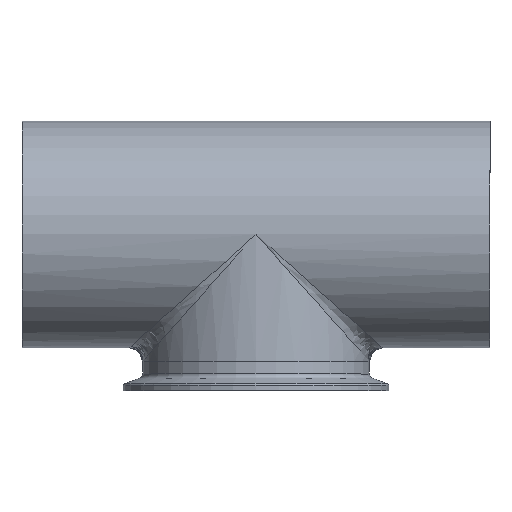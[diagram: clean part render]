
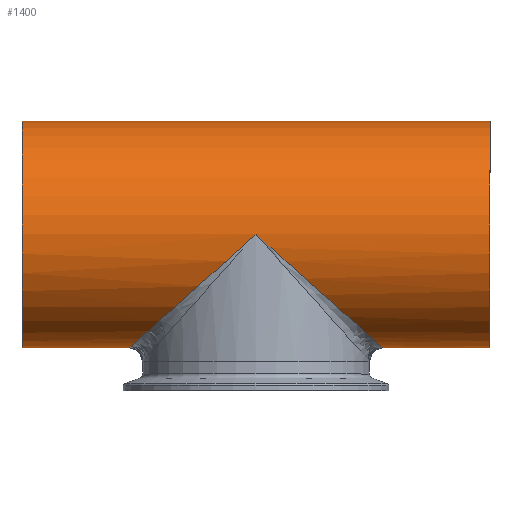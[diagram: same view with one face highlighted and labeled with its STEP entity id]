
A CAD part, top view. The second image highlights one B-rep face of the part: STEP entity #1400.
In plain terms, the highlighted cylindrical face has radius 50.8 mm (diameter 101.6 mm), a full revolution.
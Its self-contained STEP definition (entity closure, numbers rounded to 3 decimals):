
#1154=CARTESIAN_POINT('',(104.8,0.0,50.8));
#1155=VERTEX_POINT('',#1154);
#1163=CARTESIAN_POINT('',(104.8,0.0,-50.8));
#1164=VERTEX_POINT('',#1163);
#1165=CARTESIAN_POINT('',(104.8,0.0,0.0));
#1166=DIRECTION('',(-0.667,0.745,0.0));
#1167=DIRECTION('',(0.745,0.667,0.0));
#1168=AXIS2_PLACEMENT_3D('',#1165,#1166,#1167);
#1169=ELLIPSE('',#1168,76.203,50.8);
#1170=EDGE_CURVE('',#1155,#1164,#1169,.T.);
#1264=CARTESIAN_POINT('',(104.8,0.0,0.0));
#1265=DIRECTION('',(0.667,0.745,0.0));
#1266=DIRECTION('',(-0.745,0.667,0.0));
#1267=AXIS2_PLACEMENT_3D('',#1264,#1265,#1266);
#1268=ELLIPSE('',#1267,76.203,50.8);
#1269=EDGE_CURVE('',#1164,#1155,#1268,.T.);
#1354=CARTESIAN_POINT('',(0.,50.8,0.0));
#1355=VERTEX_POINT('',#1354);
#1356=CARTESIAN_POINT('',(0.,0.0,0.0));
#1357=DIRECTION('',(1.0,0.0,0.0));
#1358=DIRECTION('',(0.0,1.0,0.0));
#1359=AXIS2_PLACEMENT_3D('',#1356,#1357,#1358);
#1360=CIRCLE('',#1359,50.8);
#1361=EDGE_CURVE('',#1355,#1355,#1360,.T.);
#1377=CARTESIAN_POINT('',(104.8,0.0,0.0));
#1378=DIRECTION('',(1.0,0.0,0.0));
#1379=DIRECTION('',(0.0,1.0,0.0));
#1380=AXIS2_PLACEMENT_3D('',#1377,#1378,#1379);
#1381=CYLINDRICAL_SURFACE('',#1380,50.8);
#1382=CARTESIAN_POINT('',(209.6,50.8,0.0));
#1383=VERTEX_POINT('',#1382);
#1384=CARTESIAN_POINT('',(209.6,0.0,0.0));
#1385=DIRECTION('',(1.0,0.0,0.0));
#1386=DIRECTION('',(0.0,1.0,0.0));
#1387=AXIS2_PLACEMENT_3D('',#1384,#1385,#1386);
#1388=CIRCLE('',#1387,50.8);
#1389=EDGE_CURVE('',#1383,#1383,#1388,.T.);
#1390=ORIENTED_EDGE('',*,*,#1389,.F.);
#1391=EDGE_LOOP('',(#1390));
#1392=FACE_OUTER_BOUND('',#1391,.T.);
#1393=ORIENTED_EDGE('',*,*,#1170,.F.);
#1394=ORIENTED_EDGE('',*,*,#1269,.F.);
#1395=EDGE_LOOP('',(#1393,#1394));
#1396=FACE_BOUND('',#1395,.T.);
#1397=ORIENTED_EDGE('',*,*,#1361,.T.);
#1398=EDGE_LOOP('',(#1397));
#1399=FACE_BOUND('',#1398,.T.);
#1400=ADVANCED_FACE('',(#1392,#1396,#1399),#1381,.T.);
